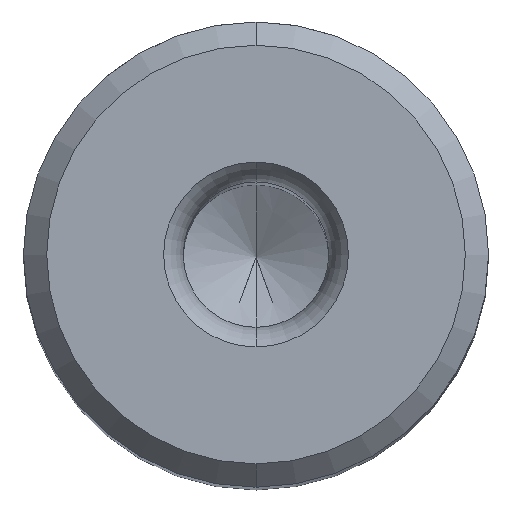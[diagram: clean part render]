
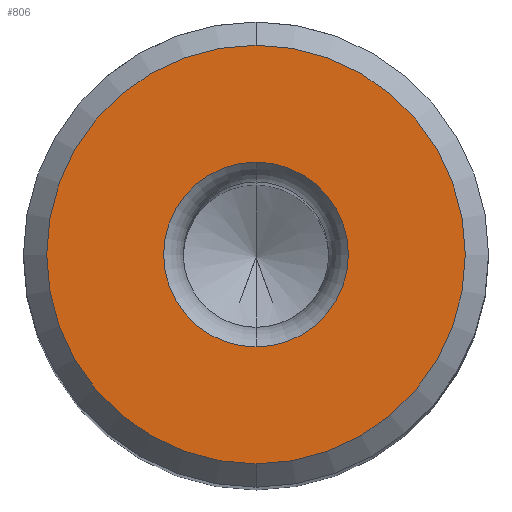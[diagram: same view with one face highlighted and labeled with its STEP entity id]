
A CAD part, top view. The second image highlights one B-rep face of the part: STEP entity #806.
In plain terms, the highlighted face is planar.
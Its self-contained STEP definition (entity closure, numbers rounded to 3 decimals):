
#266=CARTESIAN_POINT('',(0.,0.,0.));
#267=DIRECTION('',(0.,0.,-1.));
#268=DIRECTION('',(0.,1.,0.));
#269=AXIS2_PLACEMENT_3D('',#266,#267,#268);
#289=CARTESIAN_POINT('',(0.,0.,0.));
#290=DIRECTION('',(0.,0.,1.));
#291=DIRECTION('',(0.,1.,0.));
#292=AXIS2_PLACEMENT_3D('',#289,#290,#291);
#304=CARTESIAN_POINT('',(0.,0.,0.));
#305=DIRECTION('',(0.,0.,-1.));
#306=DIRECTION('',(0.,1.,0.));
#307=AXIS2_PLACEMENT_3D('',#304,#305,#306);
#312=CARTESIAN_POINT('',(0.,0.,0.));
#313=DIRECTION('',(0.,0.,-1.));
#314=DIRECTION('',(0.,-1.,0.));
#315=AXIS2_PLACEMENT_3D('',#312,#313,#314);
#470=CARTESIAN_POINT('',(0.,3.177,0.));
#471=CARTESIAN_POINT('',(0.,-3.177,0.));
#472=VERTEX_POINT('',#470);
#473=VERTEX_POINT('',#471);
#478=CARTESIAN_POINT('',(0.,7.2,0.));
#479=CARTESIAN_POINT('',(0.,-7.2,0.));
#480=VERTEX_POINT('',#478);
#481=VERTEX_POINT('',#479);
#791=CARTESIAN_POINT('',(0.,0.,0.));
#792=DIRECTION('',(0.,0.,-1.));
#793=DIRECTION('',(0.,-1.,0.));
#794=AXIS2_PLACEMENT_3D('',#791,#792,#793);
#795=PLANE('',#794);
#796=ORIENTED_EDGE('',*,*,#785,.T.);
#797=ORIENTED_EDGE('',*,*,#771,.F.);
#798=EDGE_LOOP('',(#796,#797));
#799=FACE_OUTER_BOUND('',#798,.F.);
#801=ORIENTED_EDGE('',*,*,#800,.T.);
#803=ORIENTED_EDGE('',*,*,#802,.T.);
#804=EDGE_LOOP('',(#801,#803));
#805=FACE_BOUND('',#804,.F.);
#806=ADVANCED_FACE('',(#799,#805),#795,.T.);
#270=CIRCLE('',#269,7.2);
#293=CIRCLE('',#292,7.2);
#308=CIRCLE('',#307,3.177);
#316=CIRCLE('',#315,3.177);
#771=EDGE_CURVE('',#480,#481,#270,.T.);
#785=EDGE_CURVE('',#480,#481,#293,.T.);
#800=EDGE_CURVE('',#472,#473,#308,.T.);
#802=EDGE_CURVE('',#473,#472,#316,.T.);
